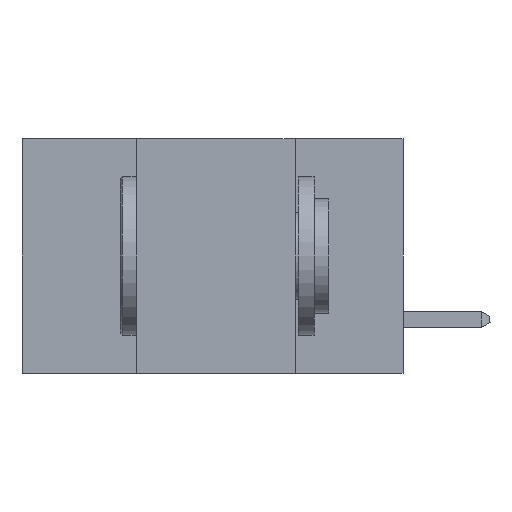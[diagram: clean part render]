
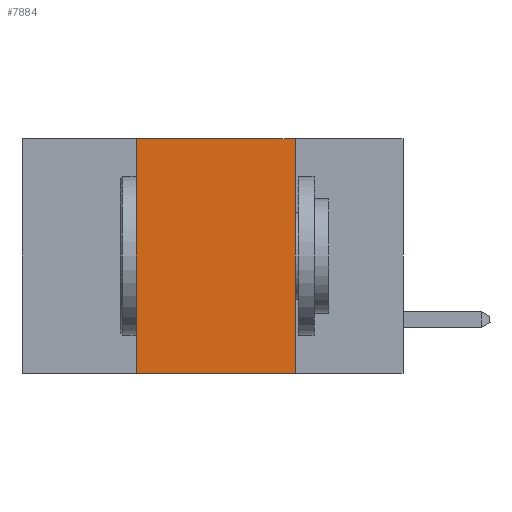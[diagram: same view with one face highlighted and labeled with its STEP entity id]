
A CAD part, left-side view. The second image highlights one B-rep face of the part: STEP entity #7884.
In plain terms, the highlighted planar face has unit normal (-1, 0, 0).
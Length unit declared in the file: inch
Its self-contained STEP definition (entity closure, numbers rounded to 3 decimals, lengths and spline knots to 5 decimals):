
#657 = DIRECTION ( 'NONE',  ( 0., -1., 0. ) ) ;
#985 = VERTEX_POINT ( 'NONE', #1290 ) ;
#1040 = ORIENTED_EDGE ( 'NONE', *, *, #16802, .F. ) ;
#1290 = CARTESIAN_POINT ( 'NONE',  ( 0., 0.42, 0. ) ) ;
#1448 = PLANE ( 'NONE',  #15176 ) ;
#1628 = VERTEX_POINT ( 'NONE', #11057 ) ;
#2088 = VECTOR ( 'NONE', #8545, 39.37008 ) ;
#2600 = FACE_OUTER_BOUND ( 'NONE', #8164, .T. ) ;
#5350 = CARTESIAN_POINT ( 'NONE',  ( 0., 0.42, 0. ) ) ;
#5561 = LINE ( 'NONE', #10352, #7247 ) ;
#5676 = DIRECTION ( 'NONE',  ( 0., 0., -1. ) ) ;
#6254 = ORIENTED_EDGE ( 'NONE', *, *, #17358, .F. ) ;
#6694 = EDGE_CURVE ( 'NONE', #1628, #9798, #5561, .T. ) ;
#7247 = VECTOR ( 'NONE', #5676, 39.37008 ) ;
#7421 = CARTESIAN_POINT ( 'NONE',  ( 0., 0.17, -0.37 ) ) ;
#7735 = CARTESIAN_POINT ( 'NONE',  ( 0., 0.6, 0. ) ) ;
#7884 = ADVANCED_FACE ( 'NONE', ( #2600 ), #1448, .F. ) ;
#7999 = DIRECTION ( 'NONE',  ( 0., -1., 0. ) ) ;
#8164 = EDGE_LOOP ( 'NONE', ( #17516, #1040, #6254, #10749 ) ) ;
#8545 = DIRECTION ( 'NONE',  ( 0., 0., 1. ) ) ;
#9361 = CARTESIAN_POINT ( 'NONE',  ( 0., 0.6, -0.37 ) ) ;
#9430 = VERTEX_POINT ( 'NONE', #12543 ) ;
#9528 = LINE ( 'NONE', #9361, #17714 ) ;
#9579 = LINE ( 'NONE', #5350, #2088 ) ;
#9798 = VERTEX_POINT ( 'NONE', #7421 ) ;
#10352 = CARTESIAN_POINT ( 'NONE',  ( 0., 0.17, 0. ) ) ;
#10749 = ORIENTED_EDGE ( 'NONE', *, *, #13086, .T. ) ;
#11057 = CARTESIAN_POINT ( 'NONE',  ( 0., 0.17, 0. ) ) ;
#12543 = CARTESIAN_POINT ( 'NONE',  ( 0., 0.42, -0.37 ) ) ;
#13086 = EDGE_CURVE ( 'NONE', #9430, #9798, #9528, .T. ) ;
#15176 = AXIS2_PLACEMENT_3D ( 'NONE', #7735, #16735, #16804 ) ;
#16735 = DIRECTION ( 'NONE',  ( 1., 0., 0. ) ) ;
#16802 = EDGE_CURVE ( 'NONE', #985, #1628, #18043, .T. ) ;
#16804 = DIRECTION ( 'NONE',  ( 0., 0., -1. ) ) ;
#16846 = VECTOR ( 'NONE', #657, 39.37008 ) ;
#17358 = EDGE_CURVE ( 'NONE', #9430, #985, #9579, .T. ) ;
#17516 = ORIENTED_EDGE ( 'NONE', *, *, #6694, .F. ) ;
#17714 = VECTOR ( 'NONE', #7999, 39.37008 ) ;
#18043 = LINE ( 'NONE', #19132, #16846 ) ;
#19132 = CARTESIAN_POINT ( 'NONE',  ( 0., 0.6, 0. ) ) ;
